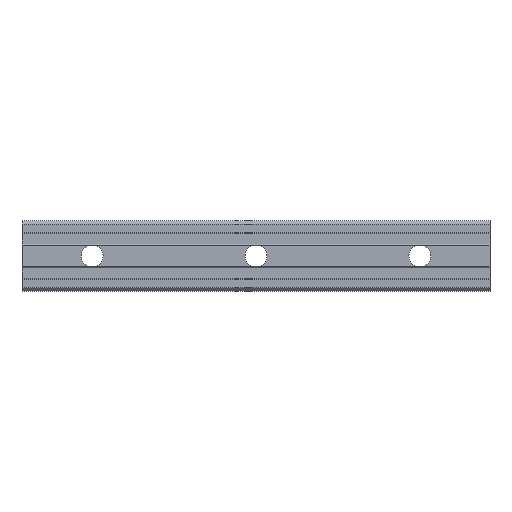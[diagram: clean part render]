
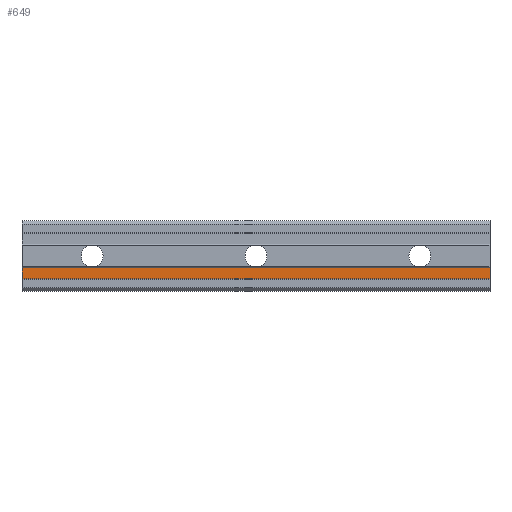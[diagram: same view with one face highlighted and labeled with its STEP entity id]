
A CAD part, front view. The second image highlights one B-rep face of the part: STEP entity #649.
In plain terms, the highlighted planar face has unit normal (0, -1, 0).
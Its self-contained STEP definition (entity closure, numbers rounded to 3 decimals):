
#15 = DIRECTION ( 'NONE',  ( 0., 0., -1. ) ) ;
#39 = AXIS2_PLACEMENT_3D ( 'NONE', #984, #1324, #1798 ) ;
#47 = FACE_OUTER_BOUND ( 'NONE', #898, .T. ) ;
#118 = LINE ( 'NONE', #1858, #1929 ) ;
#168 = LINE ( 'NONE', #469, #343 ) ;
#256 = DIRECTION ( 'NONE',  ( 0., 0., -1. ) ) ;
#311 = VECTOR ( 'NONE', #1755, 1000. ) ;
#334 = CARTESIAN_POINT ( 'NONE',  ( -45., 0.5, -7.5 ) ) ;
#343 = VECTOR ( 'NONE', #15, 1000. ) ;
#423 = DIRECTION ( 'NONE',  ( -1., 0., 0. ) ) ;
#446 = EDGE_CURVE ( 'NONE', #1821, #861, #899, .T. ) ;
#469 = CARTESIAN_POINT ( 'NONE',  ( -45., 0.5, 22.211 ) ) ;
#512 = ORIENTED_EDGE ( 'NONE', *, *, #1003, .F. ) ;
#529 = CARTESIAN_POINT ( 'NONE',  ( 255., 0.5, -14.5 ) ) ;
#632 = LINE ( 'NONE', #1088, #311 ) ;
#649 = ADVANCED_FACE ( 'NONE', ( #47 ), #1021, .F. ) ;
#861 = VERTEX_POINT ( 'NONE', #1841 ) ;
#898 = EDGE_LOOP ( 'NONE', ( #1228, #937, #512, #993 ) ) ;
#899 = LINE ( 'NONE', #1715, #1860 ) ;
#937 = ORIENTED_EDGE ( 'NONE', *, *, #2016, .F. ) ;
#984 = CARTESIAN_POINT ( 'NONE',  ( 255., 0.5, -7.5 ) ) ;
#993 = ORIENTED_EDGE ( 'NONE', *, *, #1415, .T. ) ;
#1003 = EDGE_CURVE ( 'NONE', #1009, #1266, #632, .T. ) ;
#1009 = VERTEX_POINT ( 'NONE', #334 ) ;
#1021 = PLANE ( 'NONE',  #39 ) ;
#1088 = CARTESIAN_POINT ( 'NONE',  ( 255., 0.5, -7.5 ) ) ;
#1228 = ORIENTED_EDGE ( 'NONE', *, *, #446, .F. ) ;
#1245 = CARTESIAN_POINT ( 'NONE',  ( 255., 0.5, -7.5 ) ) ;
#1266 = VERTEX_POINT ( 'NONE', #1245 ) ;
#1324 = DIRECTION ( 'NONE',  ( 0., 1., 0. ) ) ;
#1415 = EDGE_CURVE ( 'NONE', #1009, #861, #168, .T. ) ;
#1715 = CARTESIAN_POINT ( 'NONE',  ( 255., 0.5, -14.5 ) ) ;
#1755 = DIRECTION ( 'NONE',  ( 1., 0., 0. ) ) ;
#1798 = DIRECTION ( 'NONE',  ( 0., 0., 1. ) ) ;
#1821 = VERTEX_POINT ( 'NONE', #529 ) ;
#1841 = CARTESIAN_POINT ( 'NONE',  ( -45., 0.5, -14.5 ) ) ;
#1858 = CARTESIAN_POINT ( 'NONE',  ( 255., 0.5, 22.211 ) ) ;
#1860 = VECTOR ( 'NONE', #423, 1000. ) ;
#1929 = VECTOR ( 'NONE', #256, 1000. ) ;
#2016 = EDGE_CURVE ( 'NONE', #1266, #1821, #118, .T. ) ;
